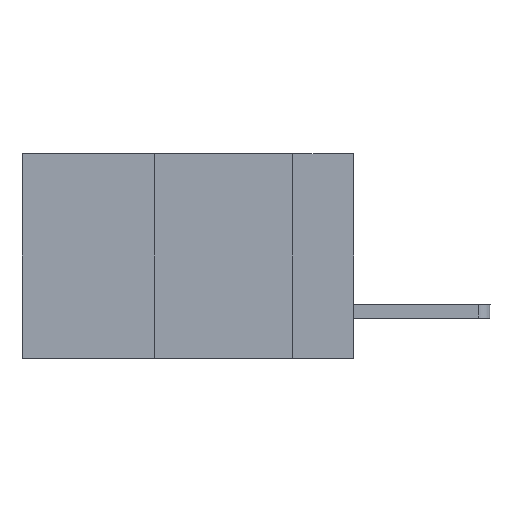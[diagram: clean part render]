
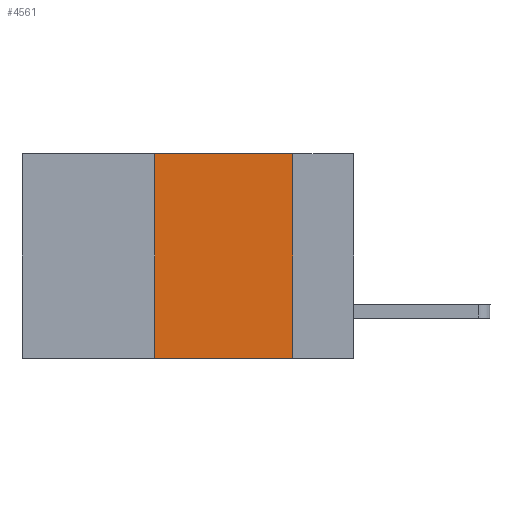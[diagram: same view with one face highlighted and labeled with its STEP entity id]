
A CAD part, left-side view. The second image highlights one B-rep face of the part: STEP entity #4561.
In plain terms, the highlighted planar face has unit normal (-1, 0, 0).
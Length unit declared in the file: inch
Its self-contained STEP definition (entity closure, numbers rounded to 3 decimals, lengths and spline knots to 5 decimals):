
#87 = EDGE_CURVE ( 'NONE', #4364, #7340, #556, .T. ) ;
#556 = LINE ( 'NONE', #7686, #1629 ) ;
#647 = CARTESIAN_POINT ( 'NONE',  ( 0., 0.6, 0. ) ) ;
#740 = PLANE ( 'NONE',  #5522 ) ;
#812 = EDGE_CURVE ( 'NONE', #7340, #6889, #6946, .T. ) ;
#991 = VECTOR ( 'NONE', #5435, 39.37008 ) ;
#1261 = ORIENTED_EDGE ( 'NONE', *, *, #87, .F. ) ;
#1427 = VERTEX_POINT ( 'NONE', #2668 ) ;
#1629 = VECTOR ( 'NONE', #4951, 39.37008 ) ;
#2089 = LINE ( 'NONE', #6601, #8354 ) ;
#2112 = DIRECTION ( 'NONE',  ( 0., 0., -1. ) ) ;
#2226 = CARTESIAN_POINT ( 'NONE',  ( 0., 0.11, 0. ) ) ;
#2353 = ORIENTED_EDGE ( 'NONE', *, *, #812, .F. ) ;
#2668 = CARTESIAN_POINT ( 'NONE',  ( 0., 0.11, -0.37 ) ) ;
#3393 = FACE_OUTER_BOUND ( 'NONE', #3415, .T. ) ;
#3415 = EDGE_LOOP ( 'NONE', ( #4828, #2353, #1261, #7067 ) ) ;
#3552 = CARTESIAN_POINT ( 'NONE',  ( 0., 0.6, 0. ) ) ;
#4364 = VERTEX_POINT ( 'NONE', #5310 ) ;
#4561 = ADVANCED_FACE ( 'NONE', ( #3393 ), #740, .F. ) ;
#4828 = ORIENTED_EDGE ( 'NONE', *, *, #4859, .F. ) ;
#4859 = EDGE_CURVE ( 'NONE', #6889, #1427, #8268, .T. ) ;
#4951 = DIRECTION ( 'NONE',  ( 0., 0., 1. ) ) ;
#5310 = CARTESIAN_POINT ( 'NONE',  ( 0., 0.36, -0.37 ) ) ;
#5435 = DIRECTION ( 'NONE',  ( 0., -1., 0. ) ) ;
#5522 = AXIS2_PLACEMENT_3D ( 'NONE', #3552, #8286, #2112 ) ;
#5740 = CARTESIAN_POINT ( 'NONE',  ( 0., 0.36, 0. ) ) ;
#5878 = EDGE_CURVE ( 'NONE', #4364, #1427, #2089, .T. ) ;
#6026 = VECTOR ( 'NONE', #7888, 39.37008 ) ;
#6534 = CARTESIAN_POINT ( 'NONE',  ( 0., 0.11, 0. ) ) ;
#6601 = CARTESIAN_POINT ( 'NONE',  ( 0., 0.6, -0.37 ) ) ;
#6889 = VERTEX_POINT ( 'NONE', #2226 ) ;
#6946 = LINE ( 'NONE', #647, #991 ) ;
#7067 = ORIENTED_EDGE ( 'NONE', *, *, #5878, .T. ) ;
#7253 = DIRECTION ( 'NONE',  ( 0., -1., 0. ) ) ;
#7340 = VERTEX_POINT ( 'NONE', #5740 ) ;
#7686 = CARTESIAN_POINT ( 'NONE',  ( 0., 0.36, 0. ) ) ;
#7888 = DIRECTION ( 'NONE',  ( 0., 0., -1. ) ) ;
#8268 = LINE ( 'NONE', #6534, #6026 ) ;
#8286 = DIRECTION ( 'NONE',  ( 1., 0., 0. ) ) ;
#8354 = VECTOR ( 'NONE', #7253, 39.37008 ) ;
